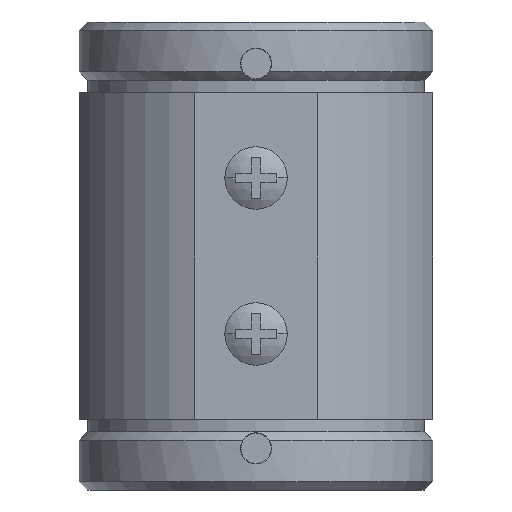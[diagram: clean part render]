
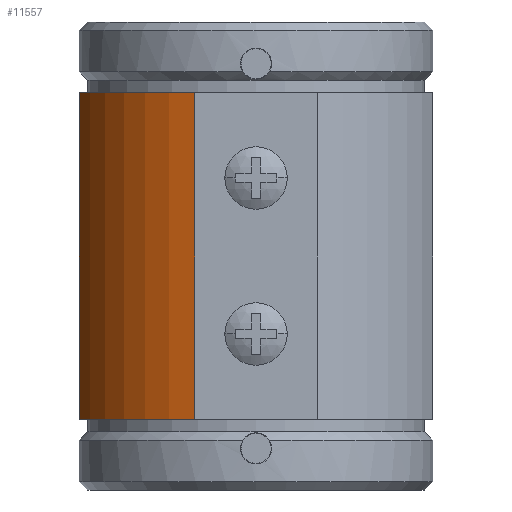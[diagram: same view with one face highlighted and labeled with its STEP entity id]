
A CAD part, front view. The second image highlights one B-rep face of the part: STEP entity #11557.
In plain terms, the highlighted cylindrical face has radius 18 mm (diameter 36 mm), a partial arc.
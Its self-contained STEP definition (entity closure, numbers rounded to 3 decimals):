
#408 = VECTOR ( 'NONE', #11708, 1000. ) ;
#832 = LINE ( 'NONE', #6434, #1169 ) ;
#887 = LINE ( 'NONE', #11703, #408 ) ;
#1169 = VECTOR ( 'NONE', #6437, 1000. ) ;
#1478 = AXIS2_PLACEMENT_3D ( 'NONE', #9708, #9703, #9705 ) ;
#1965 = AXIS2_PLACEMENT_3D ( 'NONE', #4754, #4756, #4758 ) ;
#1969 = AXIS2_PLACEMENT_3D ( 'NONE', #4721, #4723, #4725 ) ;
#2573 = EDGE_CURVE ( 'NONE', #8444, #5566, #832, .T. ) ;
#2588 = EDGE_CURVE ( 'NONE', #8435, #7864, #887, .T. ) ;
#3501 = EDGE_CURVE ( 'NONE', #7864, #8444, #4964, .T. ) ;
#3506 = EDGE_CURVE ( 'NONE', #8435, #5566, #4958, .T. ) ;
#3660 = ORIENTED_EDGE ( 'NONE', *, *, #2588, .F. ) ;
#3884 = ORIENTED_EDGE ( 'NONE', *, *, #3501, .F. ) ;
#3940 = ORIENTED_EDGE ( 'NONE', *, *, #2573, .F. ) ;
#4109 = ORIENTED_EDGE ( 'NONE', *, *, #3506, .T. ) ;
#4721 = CARTESIAN_POINT ( 'NONE',  ( 0., 0., 15.7 ) ) ;
#4723 = DIRECTION ( 'NONE',  ( 0., 0., 1. ) ) ;
#4725 = DIRECTION ( 'NONE',  ( 1., 0., 0. ) ) ;
#4754 = CARTESIAN_POINT ( 'NONE',  ( 0., 0., -15.7 ) ) ;
#4756 = DIRECTION ( 'NONE',  ( 0., 0., 1. ) ) ;
#4758 = DIRECTION ( 'NONE',  ( 1., 0., 0. ) ) ;
#4958 = CIRCLE ( 'NONE', #1965, 18. ) ;
#4964 = CIRCLE ( 'NONE', #1969, 18. ) ;
#5566 = VERTEX_POINT ( 'NONE', #9119 ) ;
#6434 = CARTESIAN_POINT ( 'NONE',  ( -5.916, -17., 20.42 ) ) ;
#6437 = DIRECTION ( 'NONE',  ( 0., 0., -1. ) ) ;
#7864 = VERTEX_POINT ( 'NONE', #14782 ) ;
#8435 = VERTEX_POINT ( 'NONE', #15305 ) ;
#8444 = VERTEX_POINT ( 'NONE', #15310 ) ;
#9119 = CARTESIAN_POINT ( 'NONE',  ( -5.916, -17., -15.7 ) ) ;
#9703 = DIRECTION ( 'NONE',  ( 0., 0., 1. ) ) ;
#9705 = DIRECTION ( 'NONE',  ( 1., 0., 0. ) ) ;
#9708 = CARTESIAN_POINT ( 'NONE',  ( 0., 0., 20.42 ) ) ;
#10674 = EDGE_LOOP ( 'NONE', ( #3660, #4109, #3940, #3884 ) ) ;
#11557 = ADVANCED_FACE ( 'NONE', ( #12159 ), #12185, .T. ) ;
#11703 = CARTESIAN_POINT ( 'NONE',  ( -17., -5.916, 20.42 ) ) ;
#11708 = DIRECTION ( 'NONE',  ( 0., 0., 1. ) ) ;
#12159 = FACE_OUTER_BOUND ( 'NONE', #10674, .T. ) ;
#12185 = CYLINDRICAL_SURFACE ( 'NONE', #1478, 18. ) ;
#14782 = CARTESIAN_POINT ( 'NONE',  ( -17., -5.916, 15.7 ) ) ;
#15305 = CARTESIAN_POINT ( 'NONE',  ( -17., -5.916, -15.7 ) ) ;
#15310 = CARTESIAN_POINT ( 'NONE',  ( -5.916, -17., 15.7 ) ) ;
